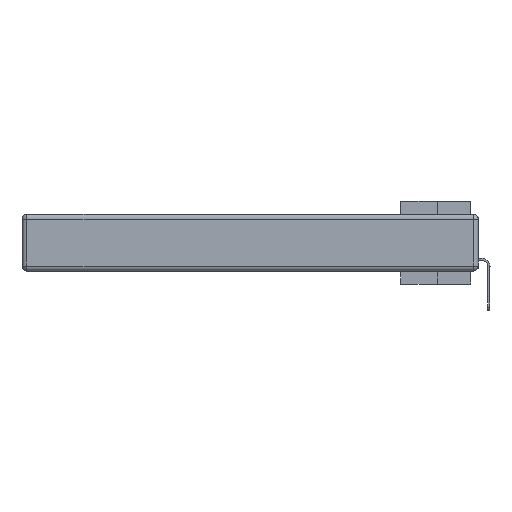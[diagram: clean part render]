
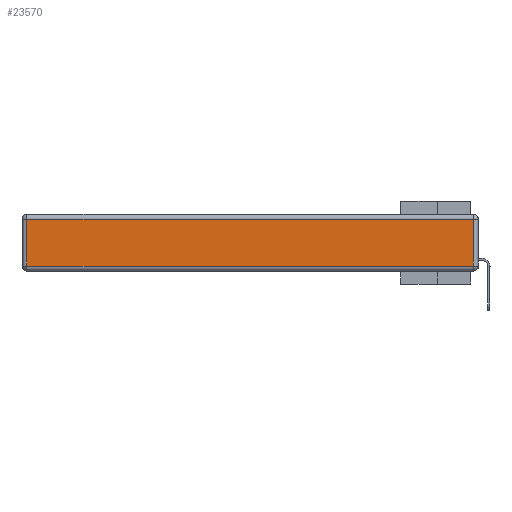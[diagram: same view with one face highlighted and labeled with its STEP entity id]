
A CAD part, left-side view. The second image highlights one B-rep face of the part: STEP entity #23570.
In plain terms, the highlighted planar face has unit normal (-1, 0, 0).
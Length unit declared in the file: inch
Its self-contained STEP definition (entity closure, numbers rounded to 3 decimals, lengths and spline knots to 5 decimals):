
#1203 = DIRECTION ( 'NONE',  ( -1., 0., 0. ) ) ;
#1382 = VERTEX_POINT ( 'NONE', #17791 ) ;
#2104 = DIRECTION ( 'NONE',  ( 0., -1., 0. ) ) ;
#2961 = VERTEX_POINT ( 'NONE', #20682 ) ;
#5586 = LINE ( 'NONE', #15094, #9785 ) ;
#5634 = DIRECTION ( 'NONE',  ( 0., 1., 0. ) ) ;
#6094 = VERTEX_POINT ( 'NONE', #21263 ) ;
#6491 = CARTESIAN_POINT ( 'NONE',  ( 0., 0., -0.313 ) ) ;
#7298 = EDGE_CURVE ( 'NONE', #1382, #13739, #20130, .T. ) ;
#7766 = VECTOR ( 'NONE', #2104, 39.37008 ) ;
#8849 = PLANE ( 'NONE',  #19939 ) ;
#9486 = EDGE_CURVE ( 'NONE', #2961, #1382, #15804, .T. ) ;
#9785 = VECTOR ( 'NONE', #12750, 39.37008 ) ;
#10378 = CARTESIAN_POINT ( 'NONE',  ( 0., 0.03, -0.343 ) ) ;
#10879 = DIRECTION ( 'NONE',  ( 0., 0., 1. ) ) ;
#12750 = DIRECTION ( 'NONE',  ( 0., 0., -1. ) ) ;
#13739 = VERTEX_POINT ( 'NONE', #17832 ) ;
#13968 = LINE ( 'NONE', #6491, #7766 ) ;
#15094 = CARTESIAN_POINT ( 'NONE',  ( 0., 2.72, -0.343 ) ) ;
#15804 = LINE ( 'NONE', #10378, #27775 ) ;
#16944 = EDGE_CURVE ( 'NONE', #13739, #6094, #5586, .T. ) ;
#17791 = CARTESIAN_POINT ( 'NONE',  ( 0., 0.03, -0.03 ) ) ;
#17832 = CARTESIAN_POINT ( 'NONE',  ( 0., 2.72, -0.03 ) ) ;
#18091 = CARTESIAN_POINT ( 'NONE',  ( 0., 2.75, -0.03 ) ) ;
#18336 = VECTOR ( 'NONE', #5634, 39.37008 ) ;
#19939 = AXIS2_PLACEMENT_3D ( 'NONE', #29730, #1203, #10879 ) ;
#20130 = LINE ( 'NONE', #18091, #18336 ) ;
#20682 = CARTESIAN_POINT ( 'NONE',  ( 0., 0.03, -0.313 ) ) ;
#21263 = CARTESIAN_POINT ( 'NONE',  ( 0., 2.72, -0.313 ) ) ;
#21646 = ORIENTED_EDGE ( 'NONE', *, *, #7298, .T. ) ;
#22027 = EDGE_CURVE ( 'NONE', #6094, #2961, #13968, .T. ) ;
#22890 = FACE_OUTER_BOUND ( 'NONE', #24231, .T. ) ;
#23566 = ORIENTED_EDGE ( 'NONE', *, *, #16944, .T. ) ;
#23570 = ADVANCED_FACE ( 'NONE', ( #22890 ), #8849, .T. ) ;
#24231 = EDGE_LOOP ( 'NONE', ( #29605, #27049, #21646, #23566 ) ) ;
#27049 = ORIENTED_EDGE ( 'NONE', *, *, #9486, .T. ) ;
#27624 = DIRECTION ( 'NONE',  ( 0., 0., 1. ) ) ;
#27775 = VECTOR ( 'NONE', #27624, 39.37008 ) ;
#29605 = ORIENTED_EDGE ( 'NONE', *, *, #22027, .T. ) ;
#29730 = CARTESIAN_POINT ( 'NONE',  ( 0., 0., -0.343 ) ) ;
